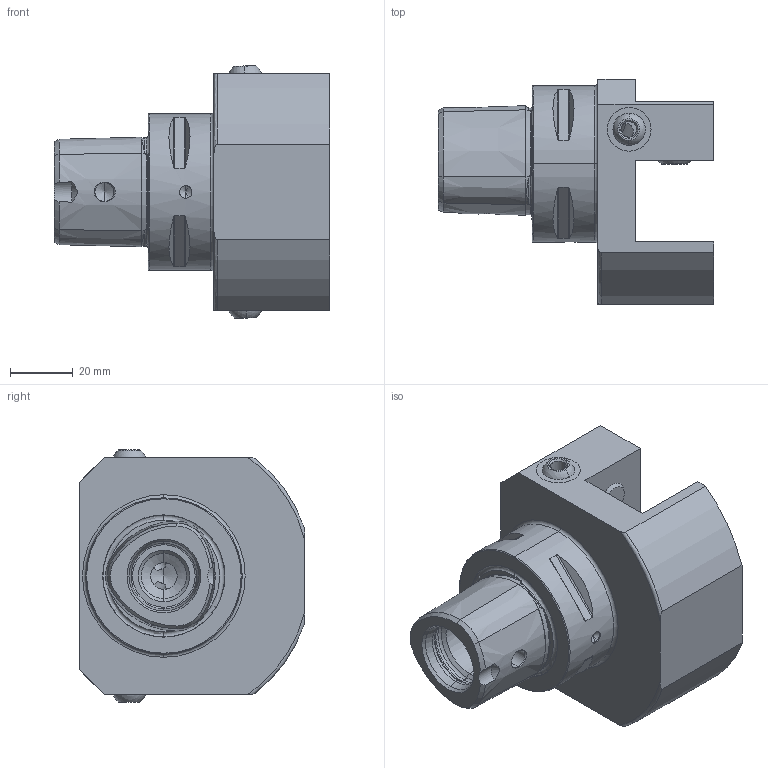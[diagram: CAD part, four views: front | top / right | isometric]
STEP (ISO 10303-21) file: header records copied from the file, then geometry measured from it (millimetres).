
FILE_DESCRIPTION (( 'STEP AP214' ), '1' );
FILE_NAME ('PS5.V25.N11.S58.STEP', '2018-07-17T11:10:35', ( 'SWIAdmin' ), ( 'Hewlett-Packard Company' ), 'SwSTEP 2.0', 'SolidWorks 2017', '' );
FILE_SCHEMA (( 'AUTOMOTIVE_DESIGN' ));
Length unit declared in the file: millimetre
Products named in the file (6): PS5.V25.N11.S58; PS5-V25.N11.S58_A; KU1-U14.001.012_1; KU1-U14.001.012_2; KU1-U14.001.012; ISO 4026 - M12 x 20
Assembly tree (8 placements, depth 3):
  PS5.V25.N11.S58
    PS5-V25.N11.S58_A
    KU1-U14.001.012  x2
      KU1-U14.001.012_1
      KU1-U14.001.012_2
    ISO 4026 - M12 x 20  x3
Bounding box: 88 x 72 x 80.8 mm (x, y, z)
Volume: 182089.7 mm3; surface area: 40722.7 mm2
Topology: 8 solids, 8 shells, 235 faces, 573 edges, 351 vertices
Faces by surface type: cone 67, plane 67, cylinder 61, torus 32, sphere 8
Entity records: 6414 total; most frequent: CARTESIAN_POINT 1734, DIRECTION 946, ORIENTED_EDGE 890, EDGE_CURVE 445, AXIS2_PLACEMENT_3D 389, VERTEX_POINT 275, EDGE_LOOP 214, CIRCLE 189
